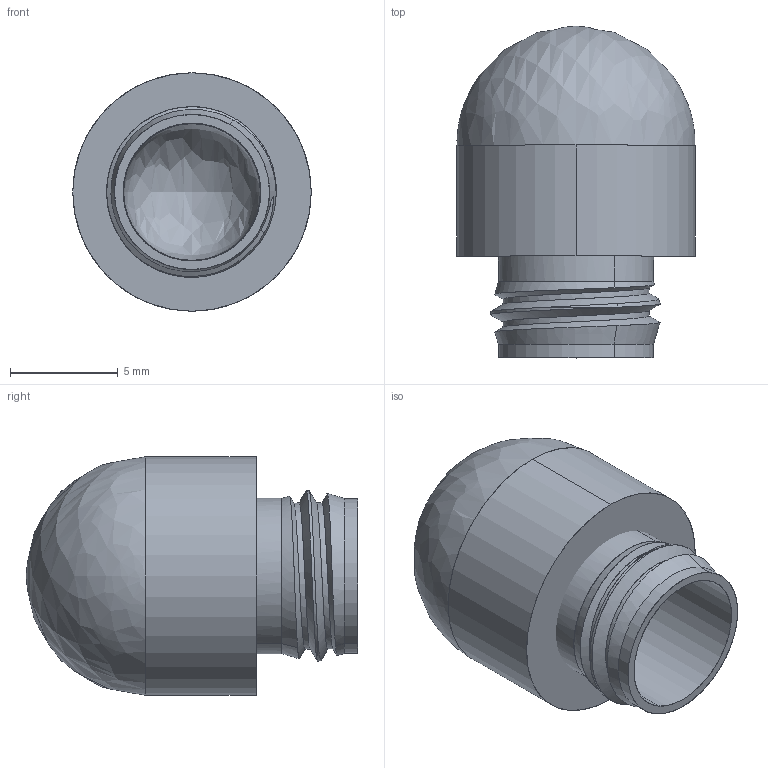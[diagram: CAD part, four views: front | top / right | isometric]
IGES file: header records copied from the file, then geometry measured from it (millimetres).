
Start section: SolidWorks IGES file using analytic representation for surfaces
Global section: file name: 131A-303_304_Series.IGS; native system: SolidWorks 2018; preprocessor: SolidWorks 2018; author: chwang; date: 190509.162150; units: inch
Bounding box: 11.07 x 15.42 x 11.07 mm (x, y, z)
Surface area: 997.5 mm2 (no closed solid volume)
Topology: 0 solids, 0 shells, 35 faces, 502 edges, 498 vertices
Faces by surface type: revolution 19, bspline 16
